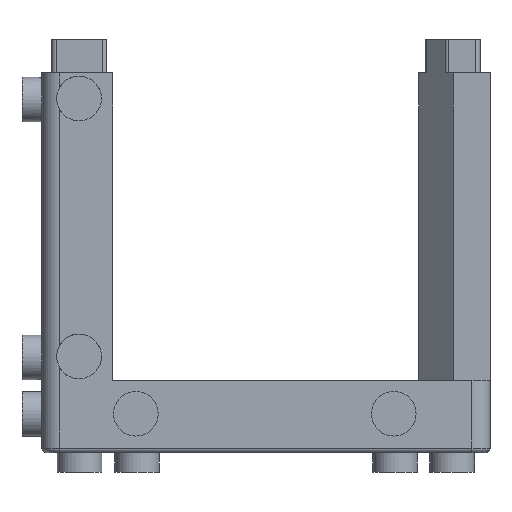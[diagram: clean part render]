
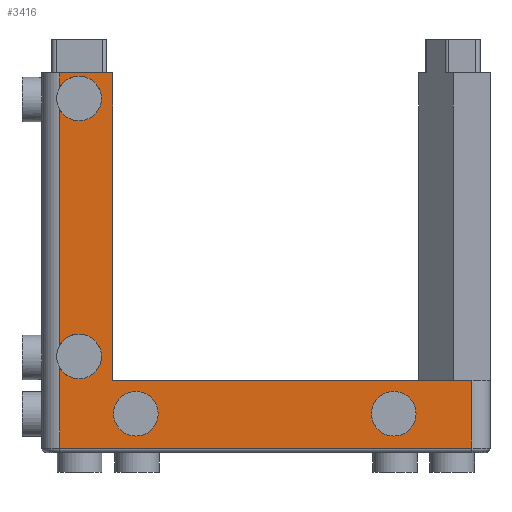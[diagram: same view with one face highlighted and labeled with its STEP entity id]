
A CAD part, left-side view. The second image highlights one B-rep face of the part: STEP entity #3416.
In plain terms, the highlighted planar face has unit normal (-1, 0, 0).
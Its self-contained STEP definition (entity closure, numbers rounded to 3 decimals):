
#65=FACE_BOUND('',#604,.T.);
#66=FACE_BOUND('',#605,.T.);
#174=PLANE('',#3804);
#365=FACE_OUTER_BOUND('',#603,.T.);
#603=EDGE_LOOP('',(#2973,#2974,#2975,#2976,#2977,#2978,#2979,#2980,#2981,
#2982,#2983,#2984));
#604=EDGE_LOOP('',(#2985));
#605=EDGE_LOOP('',(#2986));
#875=LINE('',#5830,#1170);
#876=LINE('',#5832,#1171);
#880=LINE('',#5840,#1175);
#881=LINE('',#5841,#1176);
#882=LINE('',#5842,#1177);
#892=LINE('',#5863,#1187);
#896=LINE('',#5869,#1191);
#897=LINE('',#5870,#1192);
#1170=VECTOR('',#4728,10.);
#1171=VECTOR('',#4731,10.);
#1175=VECTOR('',#4739,10.);
#1176=VECTOR('',#4740,10.);
#1177=VECTOR('',#4741,10.);
#1187=VECTOR('',#4757,10.);
#1191=VECTOR('',#4763,10.);
#1192=VECTOR('',#4764,10.);
#1239=CIRCLE('',#3476,2.475);
#1241=CIRCLE('',#3478,2.475);
#1243=CIRCLE('',#3483,2.475);
#1245=CIRCLE('',#3487,2.475);
#1247=CIRCLE('',#3489,2.475);
#1249=CIRCLE('',#3494,2.475);
#1415=VERTEX_POINT('',#4906);
#1416=VERTEX_POINT('',#4908);
#1417=VERTEX_POINT('',#4910);
#1419=VERTEX_POINT('',#4919);
#1421=VERTEX_POINT('',#4926);
#1422=VERTEX_POINT('',#4928);
#1423=VERTEX_POINT('',#4930);
#1425=VERTEX_POINT('',#4939);
#1689=VERTEX_POINT('',#5799);
#1690=VERTEX_POINT('',#5805);
#1693=VERTEX_POINT('',#5828);
#1694=VERTEX_POINT('',#5834);
#1703=VERTEX_POINT('',#5862);
#1704=VERTEX_POINT('',#5868);
#1730=EDGE_CURVE('',#1416,#1415,#1239,.T.);
#1732=EDGE_CURVE('',#1415,#1417,#1241,.T.);
#1736=EDGE_CURVE('',#1419,#1419,#1243,.T.);
#1739=EDGE_CURVE('',#1422,#1421,#1245,.T.);
#1741=EDGE_CURVE('',#1421,#1423,#1247,.T.);
#1745=EDGE_CURVE('',#1425,#1425,#1249,.T.);
#2134=EDGE_CURVE('',#1693,#1690,#875,.T.);
#2135=EDGE_CURVE('',#1690,#1689,#876,.T.);
#2140=EDGE_CURVE('',#1689,#1417,#880,.T.);
#2141=EDGE_CURVE('',#1416,#1423,#881,.T.);
#2142=EDGE_CURVE('',#1422,#1694,#882,.T.);
#2152=EDGE_CURVE('',#1694,#1703,#892,.T.);
#2156=EDGE_CURVE('',#1704,#1693,#896,.T.);
#2157=EDGE_CURVE('',#1704,#1703,#897,.T.);
#2973=ORIENTED_EDGE('',*,*,#1730,.T.);
#2974=ORIENTED_EDGE('',*,*,#1732,.T.);
#2975=ORIENTED_EDGE('',*,*,#2140,.F.);
#2976=ORIENTED_EDGE('',*,*,#2135,.F.);
#2977=ORIENTED_EDGE('',*,*,#2134,.F.);
#2978=ORIENTED_EDGE('',*,*,#2156,.F.);
#2979=ORIENTED_EDGE('',*,*,#2157,.T.);
#2980=ORIENTED_EDGE('',*,*,#2152,.F.);
#2981=ORIENTED_EDGE('',*,*,#2142,.F.);
#2982=ORIENTED_EDGE('',*,*,#1739,.T.);
#2983=ORIENTED_EDGE('',*,*,#1741,.T.);
#2984=ORIENTED_EDGE('',*,*,#2141,.F.);
#2985=ORIENTED_EDGE('',*,*,#1736,.T.);
#2986=ORIENTED_EDGE('',*,*,#1745,.T.);
#3416=ADVANCED_FACE('',(#365,#65,#66),#174,.T.);
#3476=AXIS2_PLACEMENT_3D('',#4909,#3858,#3859);
#3478=AXIS2_PLACEMENT_3D('',#4912,#3862,#3863);
#3483=AXIS2_PLACEMENT_3D('',#4921,#3874,#3875);
#3487=AXIS2_PLACEMENT_3D('',#4929,#3883,#3884);
#3489=AXIS2_PLACEMENT_3D('',#4932,#3887,#3888);
#3494=AXIS2_PLACEMENT_3D('',#4941,#3899,#3900);
#3804=AXIS2_PLACEMENT_3D('',#5867,#4761,#4762);
#3858=DIRECTION('center_axis',(1.,0.,0.));
#3859=DIRECTION('ref_axis',(0.,0.,1.));
#3862=DIRECTION('center_axis',(1.,0.,0.));
#3863=DIRECTION('ref_axis',(0.,0.,1.));
#3874=DIRECTION('center_axis',(1.,0.,0.));
#3875=DIRECTION('ref_axis',(0.,0.,1.));
#3883=DIRECTION('center_axis',(1.,0.,0.));
#3884=DIRECTION('ref_axis',(0.,0.,1.));
#3887=DIRECTION('center_axis',(1.,0.,0.));
#3888=DIRECTION('ref_axis',(0.,0.,1.));
#3899=DIRECTION('center_axis',(1.,0.,0.));
#3900=DIRECTION('ref_axis',(0.,0.,1.));
#4728=DIRECTION('',(0.,0.,-1.));
#4731=DIRECTION('',(0.,1.,0.));
#4739=DIRECTION('',(0.,0.,1.));
#4740=DIRECTION('',(0.,0.,1.));
#4741=DIRECTION('',(0.,0.,1.));
#4757=DIRECTION('',(0.,-1.,0.));
#4761=DIRECTION('center_axis',(-1.,0.,0.));
#4762=DIRECTION('ref_axis',(0.,-1.,0.));
#4763=DIRECTION('',(0.,-1.,0.));
#4764=DIRECTION('',(0.,0.,1.));
#4906=CARTESIAN_POINT('',(-24.85,20.72,8.195));
#4908=CARTESIAN_POINT('',(-24.85,22.85,11.93));
#4909=CARTESIAN_POINT('Origin',(-24.85,20.72,10.67));
#4910=CARTESIAN_POINT('',(-24.85,22.85,9.41));
#4912=CARTESIAN_POINT('Origin',(-24.85,20.72,10.67));
#4919=CARTESIAN_POINT('',(-24.85,14.42,1.835));
#4921=CARTESIAN_POINT('Origin',(-24.85,14.42,4.31));
#4926=CARTESIAN_POINT('',(-24.85,20.72,36.795));
#4928=CARTESIAN_POINT('',(-24.85,22.85,40.53));
#4929=CARTESIAN_POINT('Origin',(-24.85,20.72,39.27));
#4930=CARTESIAN_POINT('',(-24.85,22.85,38.01));
#4932=CARTESIAN_POINT('Origin',(-24.85,20.72,39.27));
#4939=CARTESIAN_POINT('',(-24.85,-14.18,1.835));
#4941=CARTESIAN_POINT('Origin',(-24.85,-14.18,4.31));
#5799=CARTESIAN_POINT('',(-24.85,22.85,0.5));
#5805=CARTESIAN_POINT('',(-24.85,-22.85,0.5));
#5828=CARTESIAN_POINT('',(-24.85,-22.85,8.));
#5830=CARTESIAN_POINT('',(-24.85,-22.85,0.));
#5832=CARTESIAN_POINT('',(-24.85,12.425,0.5));
#5834=CARTESIAN_POINT('',(-24.85,22.85,42.1));
#5840=CARTESIAN_POINT('',(-24.85,22.85,0.));
#5841=CARTESIAN_POINT('',(-24.85,22.85,0.));
#5842=CARTESIAN_POINT('',(-24.85,22.85,0.));
#5862=CARTESIAN_POINT('',(-24.85,16.97,42.1));
#5863=CARTESIAN_POINT('',(-24.85,24.85,42.1));
#5867=CARTESIAN_POINT('Origin',(-24.85,24.85,0.));
#5868=CARTESIAN_POINT('',(-24.85,16.97,8.));
#5869=CARTESIAN_POINT('',(-24.85,-24.85,8.));
#5870=CARTESIAN_POINT('',(-24.85,16.97,8.));
